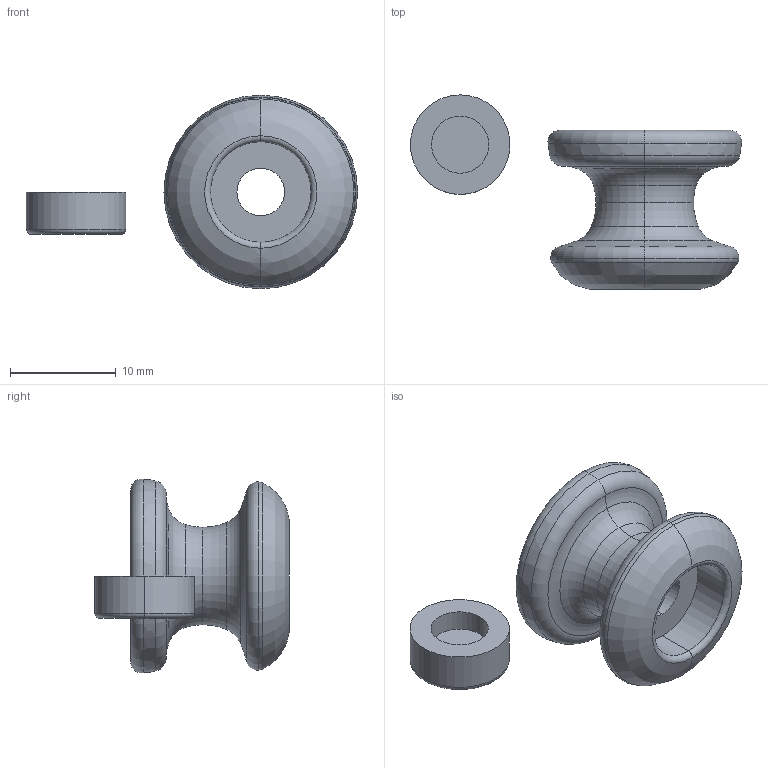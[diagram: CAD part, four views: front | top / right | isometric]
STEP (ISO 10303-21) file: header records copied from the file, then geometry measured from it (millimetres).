
FILE_DESCRIPTION (( 'STEP AP214' ), '1' );
FILE_NAME ('05486-Stretchy Cord Round Button Black 18mm.STEP', '2018-12-02T19:53:51', ( '' ), ( '' ), 'SwSTEP 2.0', 'SolidWorks 2018', '' );
FILE_SCHEMA (( 'AUTOMOTIVE_DESIGN' ));
Length unit declared in the file: millimetre
Products named in the file (2): 05486-Stretchy Cord Round Button Black 18mm
Bounding box: 31.28 x 18.33 x 18.29 mm (x, y, z)
Volume: 2112.6 mm3; surface area: 1827 mm2
Topology: 2 solids, 2 shells, 314 faces, 815 edges, 534 vertices
Faces by surface type: plane 162, bspline 116, torus 28, cylinder 8
Entity records: 15969 total; most frequent: CARTESIAN_POINT 8957, ORIENTED_EDGE 1630, DIRECTION 1055, EDGE_CURVE 815, VERTEX_POINT 534, LINE 511, VECTOR 511, EDGE_LOOP 345
